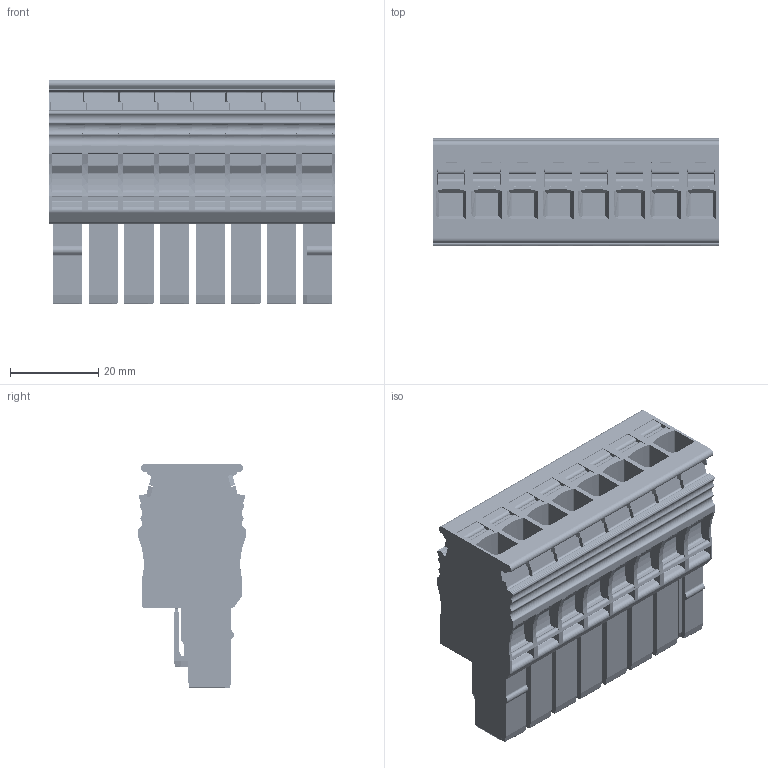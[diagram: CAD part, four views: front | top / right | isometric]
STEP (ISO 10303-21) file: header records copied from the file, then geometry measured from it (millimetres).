
FILE_DESCRIPTION(('CATIA V5 STEP Exchange','CAx-IF Rec.Pracs.--- Model Styling and Organization---1.4--- 2014-01-23'),'2;1');
FILE_NAME ('1454054-2_0', '2022-04-25T08:30:30+00:00', ('none'), ('Weidmueller'), 'CATIA Version 5-6 Release 2016 SP3 HF44', 'CATIA V5 STEP AP214', 'none');
FILE_SCHEMA(('AUTOMOTIVE_DESIGN { 1 0 10303 214 1 1 1 1 }'));
Products named in the file (1): 2882730000
Bounding box: 64.8 x 24.3 x 50.95 mm (x, y, z)
Volume: 47840.3 mm3; surface area: 40321.5 mm2
Topology: 17 solids, 59 shells, 5273 faces, 13547 edges, 8564 vertices
Faces by surface type: plane 2124, cylinder 1769, cone 725, torus 462, extrusion 121, bspline 72
Entity records: 157138 total; most frequent: CARTESIAN_POINT 37981, ORIENTED_EDGE 27086, DIRECTION 19868, EDGE_CURVE 13543, VERTEX_POINT 8564, AXIS2_PLACEMENT_3D 8089, VECTOR 7827, LINE 7706
